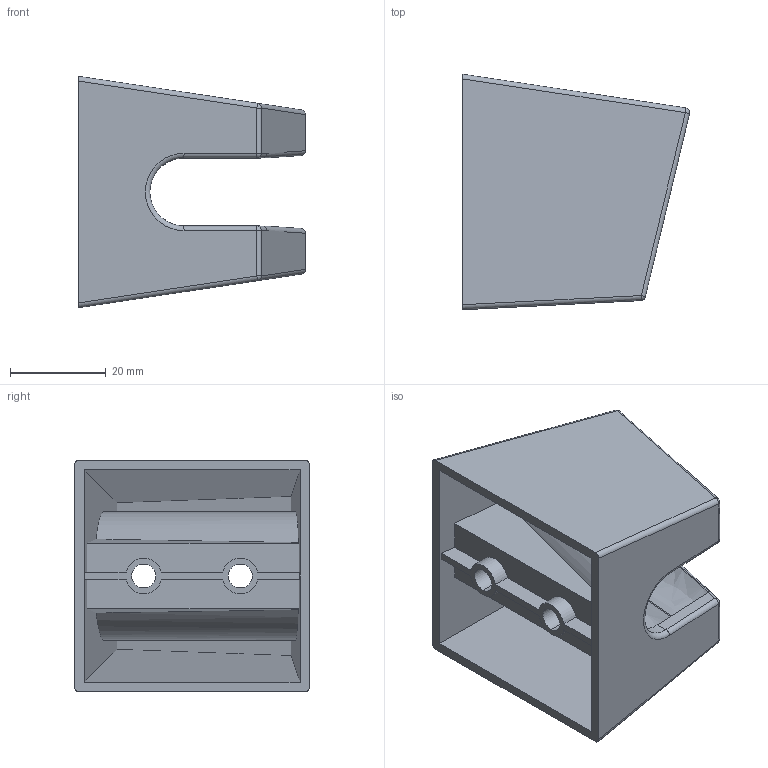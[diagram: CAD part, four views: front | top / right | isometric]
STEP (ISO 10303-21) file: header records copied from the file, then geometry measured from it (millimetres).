
FILE_DESCRIPTION((''),'2;1');
FILE_NAME('20190717ZHAZUO','2019-07-23T',('Administrator'),(''),'PRO/ENGINEER BY PARAMETRIC TECHNOLOGY CORPORATION, 2010280','PRO/ENGINEER BY PARAMETRIC TECHNOLOGY CORPORATION, 2010280','');
FILE_SCHEMA(('CONFIG_CONTROL_DESIGN'));
Length unit declared in the file: millimetre
Products named in the file (1): 20190717ZHAZUO
Bounding box: 47.47 x 49.2 x 48.4 mm (x, y, z)
Volume: 24493 mm3; surface area: 21152.1 mm2
Topology: 1 solids, 1 shells, 107 faces, 258 edges, 154 vertices
Faces by surface type: cylinder 36, plane 32, bspline 24, sphere 14, torus 1
Entity records: 4319 total; most frequent: CARTESIAN_POINT 1979, ORIENTED_EDGE 516, DIRECTION 421, EDGE_CURVE 258, VERTEX_POINT 154, AXIS2_PLACEMENT_3D 152, VECTOR 117, LINE 117
